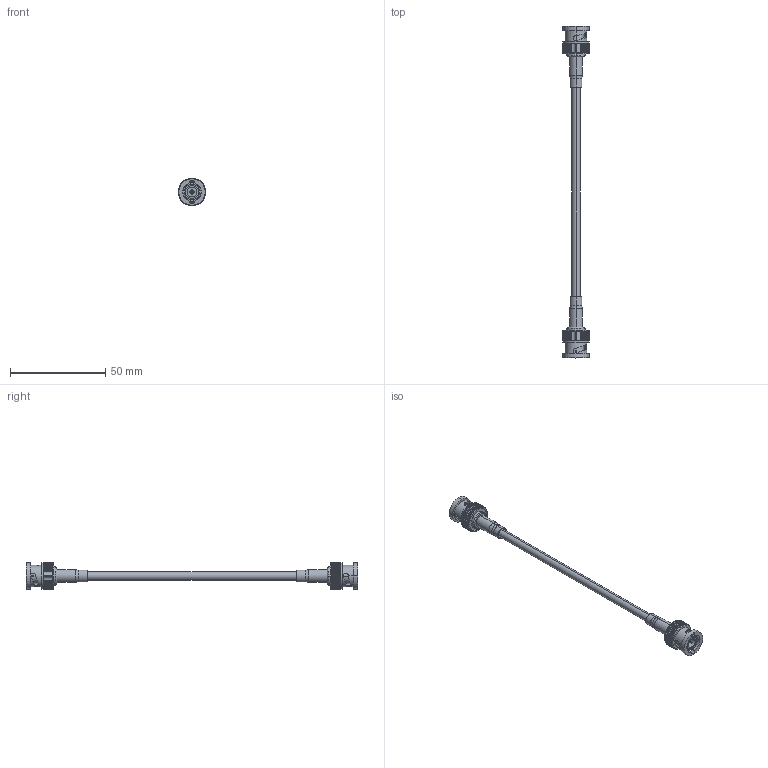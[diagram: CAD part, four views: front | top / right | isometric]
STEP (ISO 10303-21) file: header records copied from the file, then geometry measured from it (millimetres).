
FILE_DESCRIPTION (( 'STEP AP203' ), '1' );
FILE_NAME ('CCTN58P-1B.STEP', '2006-07-20T16:10:27', ( 'L-COM' ), ( 'L-COM' ), 'SwSTEP 2.0', 'SolidWorks 2006004', '' );
FILE_SCHEMA (( 'CONFIG_CONTROL_DESIGN' ));
Length unit declared in the file: inch
Products named in the file (7): BAC836A-58P-MA1; BAC836A-58P-MA2; CCTN58P-1B; R9907P-PROD; BAC836A-58P; BAC836A-58P-MA3_with flange; CCTN58P-MA1_.250" TUBING
Assembly tree (8 placements, depth 3):
  CCTN58P-1B
    CCTN58P-MA1_.250" TUBING  x2
    BAC836A-58P  x2
      BAC836A-58P-MA3_with flange
      BAC836A-58P-MA1
      BAC836A-58P-MA2
    R9907P-PROD
Bounding box: 14.48 x 174.14 x 14.48 mm (x, y, z)
Volume: 5292.2 mm3; surface area: 8452.7 mm2
Topology: 9 solids, 9 shells, 774 faces, 2142 edges, 1404 vertices
Faces by surface type: plane 392, cylinder 342, cone 20, bspline 16, torus 4
Entity records: 14102 total; most frequent: CARTESIAN_POINT 3153, DIRECTION 2151, ORIENTED_EDGE 2148, EDGE_CURVE 1074, AXIS2_PLACEMENT_3D 740, VERTEX_POINT 704, VECTOR 671, LINE 671
